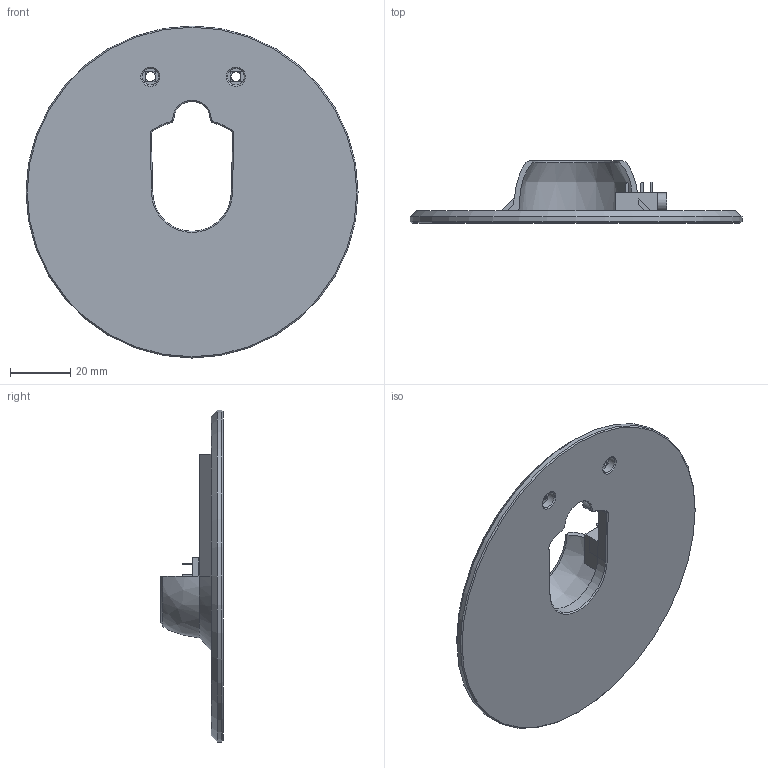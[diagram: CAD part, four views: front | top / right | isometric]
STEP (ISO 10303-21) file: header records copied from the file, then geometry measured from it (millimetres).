
FILE_DESCRIPTION(/* description */ (''),/* implementation_level */ '2;1');
FILE_NAME(/* name */ 'Spinning Light Wand Stand modification v15.step',/* time_stamp */ '2022-06-15T10:11:47-03:00',/* author */ (''),/* organization */ (''),/* preprocessor_version */ 'ST-DEVELOPER v19',/* originating_system */ 'Autodesk Translation Framework v11.7.0.108',/* authorisation */ '');
FILE_SCHEMA (('AUTOMOTIVE_DESIGN { 1 0 10303 214 3 1 1 }'));
Length unit declared in the file: millimetre
Products named in the file (3): Spinning Light Wand Stand modification; Switch_Jack; Base
Assembly tree (2 placements, depth 2):
  Spinning Light Wand Stand modification
    Switch_Jack
    Base
Bounding box: 110 x 20.63 x 110 mm (x, y, z)
Volume: 37190.5 mm3; surface area: 21930.8 mm2
Topology: 2 solids, 2 shells, 96 faces, 238 edges, 151 vertices
Faces by surface type: plane 60, cylinder 18, cone 12, bspline 6
Full cylindrical faces by diameter (mm): 3.264 x2, 5.558 x2, 5.884 x1, 110 x1
Entity records: 3194 total; most frequent: CARTESIAN_POINT 790, ORIENTED_EDGE 476, DIRECTION 474, EDGE_CURVE 238, AXIS2_PLACEMENT_3D 161, LINE 152, VECTOR 152, VERTEX_POINT 151
